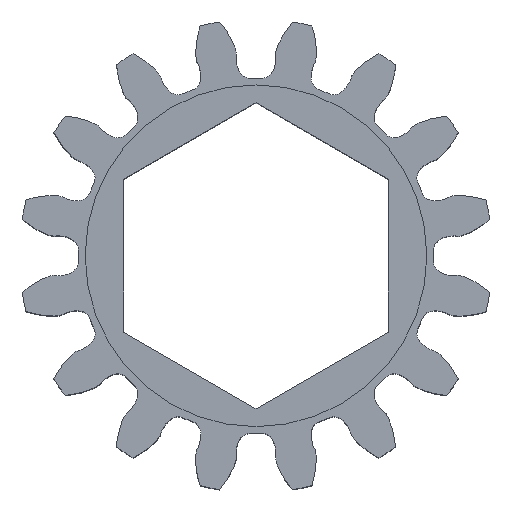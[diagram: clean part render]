
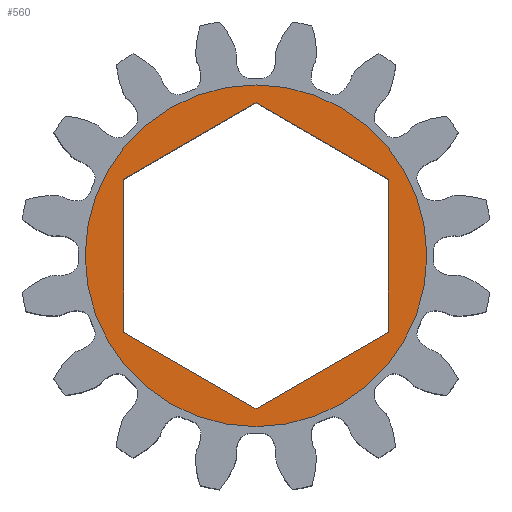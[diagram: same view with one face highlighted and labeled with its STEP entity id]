
A CAD part, top view. The second image highlights one B-rep face of the part: STEP entity #560.
In plain terms, the highlighted planar face has unit normal (0, 0, 1).
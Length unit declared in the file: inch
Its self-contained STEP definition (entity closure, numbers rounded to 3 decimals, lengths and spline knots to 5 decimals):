
#31 = LINE ( 'NONE', #4187, #2989 ) ;
#74 = CARTESIAN_POINT ( 'NONE',  ( 0.325, 0., 0.249 ) ) ;
#189 = LINE ( 'NONE', #5935, #5688 ) ;
#212 = DIRECTION ( 'NONE',  ( 1., 0., 0. ) ) ;
#227 = PLANE ( 'NONE',  #2580 ) ;
#456 = CARTESIAN_POINT ( 'NONE',  ( 0., -0.29098, 0.249 ) ) ;
#560 = ADVANCED_FACE ( 'NONE', ( #1754, #5403 ), #227, .T. ) ;
#686 = VERTEX_POINT ( 'NONE', #1642 ) ;
#779 = CARTESIAN_POINT ( 'NONE',  ( 0., 0.29098, 0.249 ) ) ;
#817 = EDGE_CURVE ( 'NONE', #1356, #2399, #2122, .T. ) ;
#923 = ORIENTED_EDGE ( 'NONE', *, *, #4396, .F. ) ;
#1019 = EDGE_CURVE ( 'NONE', #1522, #5439, #4449, .T. ) ;
#1356 = VERTEX_POINT ( 'NONE', #74 ) ;
#1357 = VERTEX_POINT ( 'NONE', #456 ) ;
#1522 = VERTEX_POINT ( 'NONE', #5716 ) ;
#1580 = CARTESIAN_POINT ( 'NONE',  ( 0., 0.29098, 0.249 ) ) ;
#1642 = CARTESIAN_POINT ( 'NONE',  ( -0.252, 0.14549, 0.249 ) ) ;
#1703 = AXIS2_PLACEMENT_3D ( 'NONE', #5987, #4103, #212 ) ;
#1754 = FACE_OUTER_BOUND ( 'NONE', #4871, .T. ) ;
#1981 = EDGE_CURVE ( 'NONE', #686, #4347, #2303, .T. ) ;
#2002 = ORIENTED_EDGE ( 'NONE', *, *, #2257, .F. ) ;
#2122 = CIRCLE ( 'NONE', #5116, 0.325 ) ;
#2138 = DIRECTION ( 'NONE',  ( 0.866, -0.5, 0. ) ) ;
#2257 = EDGE_CURVE ( 'NONE', #1357, #1522, #31, .T. ) ;
#2301 = CARTESIAN_POINT ( 'NONE',  ( -0.325, 0., 0.249 ) ) ;
#2303 = LINE ( 'NONE', #4136, #3126 ) ;
#2399 = VERTEX_POINT ( 'NONE', #2301 ) ;
#2407 = ORIENTED_EDGE ( 'NONE', *, *, #5937, .T. ) ;
#2580 = AXIS2_PLACEMENT_3D ( 'NONE', #3508, #5454, #5391 ) ;
#2684 = DIRECTION ( 'NONE',  ( 1., 0., 0. ) ) ;
#2799 = EDGE_LOOP ( 'NONE', ( #3146, #5540, #4148, #2002, #923, #5037 ) ) ;
#2989 = VECTOR ( 'NONE', #5161, 39.37008 ) ;
#3024 = VECTOR ( 'NONE', #4139, 39.37008 ) ;
#3126 = VECTOR ( 'NONE', #3580, 39.37008 ) ;
#3146 = ORIENTED_EDGE ( 'NONE', *, *, #5887, .F. ) ;
#3185 = DIRECTION ( 'NONE',  ( 0., 0., 1. ) ) ;
#3306 = VECTOR ( 'NONE', #5214, 39.37008 ) ;
#3325 = ORIENTED_EDGE ( 'NONE', *, *, #817, .T. ) ;
#3389 = CARTESIAN_POINT ( 'NONE',  ( 0.252, 0.14549, 0.249 ) ) ;
#3508 = CARTESIAN_POINT ( 'NONE',  ( 0., 0., 0.249 ) ) ;
#3580 = DIRECTION ( 'NONE',  ( 0., -1., 0. ) ) ;
#3627 = CARTESIAN_POINT ( 'NONE',  ( 0.252, -0.14549, 0.249 ) ) ;
#3732 = CARTESIAN_POINT ( 'NONE',  ( 0.252, 0.14549, 0.249 ) ) ;
#4103 = DIRECTION ( 'NONE',  ( 0., 0., 1. ) ) ;
#4136 = CARTESIAN_POINT ( 'NONE',  ( -0.252, 0.14549, 0.249 ) ) ;
#4139 = DIRECTION ( 'NONE',  ( 0., 1., 0. ) ) ;
#4148 = ORIENTED_EDGE ( 'NONE', *, *, #1019, .F. ) ;
#4187 = CARTESIAN_POINT ( 'NONE',  ( 0., -0.29098, 0.249 ) ) ;
#4193 = LINE ( 'NONE', #1580, #5361 ) ;
#4347 = VERTEX_POINT ( 'NONE', #5280 ) ;
#4396 = EDGE_CURVE ( 'NONE', #4347, #1357, #189, .T. ) ;
#4449 = LINE ( 'NONE', #3627, #3024 ) ;
#4871 = EDGE_LOOP ( 'NONE', ( #2407, #3325 ) ) ;
#4933 = DIRECTION ( 'NONE',  ( -0.866, -0.5, 0. ) ) ;
#4948 = CIRCLE ( 'NONE', #1703, 0.325 ) ;
#4960 = VERTEX_POINT ( 'NONE', #779 ) ;
#5037 = ORIENTED_EDGE ( 'NONE', *, *, #1981, .F. ) ;
#5116 = AXIS2_PLACEMENT_3D ( 'NONE', #5565, #3185, #2684 ) ;
#5152 = EDGE_CURVE ( 'NONE', #5439, #4960, #5824, .T. ) ;
#5161 = DIRECTION ( 'NONE',  ( 0.866, 0.5, 0. ) ) ;
#5214 = DIRECTION ( 'NONE',  ( -0.866, 0.5, 0. ) ) ;
#5280 = CARTESIAN_POINT ( 'NONE',  ( -0.252, -0.14549, 0.249 ) ) ;
#5361 = VECTOR ( 'NONE', #4933, 39.37008 ) ;
#5391 = DIRECTION ( 'NONE',  ( 1., 0., 0. ) ) ;
#5403 = FACE_BOUND ( 'NONE', #2799, .T. ) ;
#5439 = VERTEX_POINT ( 'NONE', #3732 ) ;
#5454 = DIRECTION ( 'NONE',  ( 0., 0., 1. ) ) ;
#5540 = ORIENTED_EDGE ( 'NONE', *, *, #5152, .F. ) ;
#5565 = CARTESIAN_POINT ( 'NONE',  ( 0., 0., 0.249 ) ) ;
#5688 = VECTOR ( 'NONE', #2138, 39.37008 ) ;
#5716 = CARTESIAN_POINT ( 'NONE',  ( 0.252, -0.14549, 0.249 ) ) ;
#5824 = LINE ( 'NONE', #3389, #3306 ) ;
#5887 = EDGE_CURVE ( 'NONE', #4960, #686, #4193, .T. ) ;
#5935 = CARTESIAN_POINT ( 'NONE',  ( -0.252, -0.14549, 0.249 ) ) ;
#5937 = EDGE_CURVE ( 'NONE', #2399, #1356, #4948, .T. ) ;
#5987 = CARTESIAN_POINT ( 'NONE',  ( 0., 0., 0.249 ) ) ;
